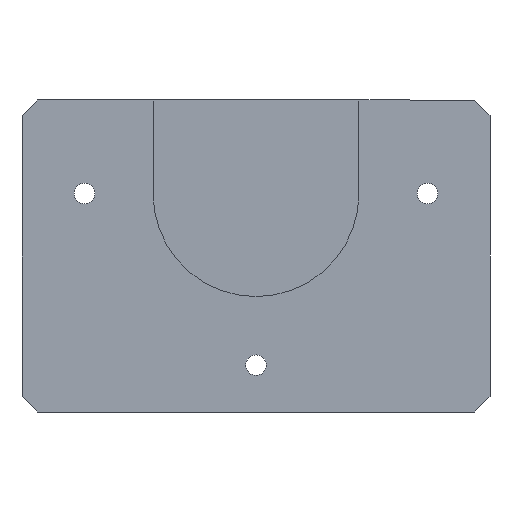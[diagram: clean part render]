
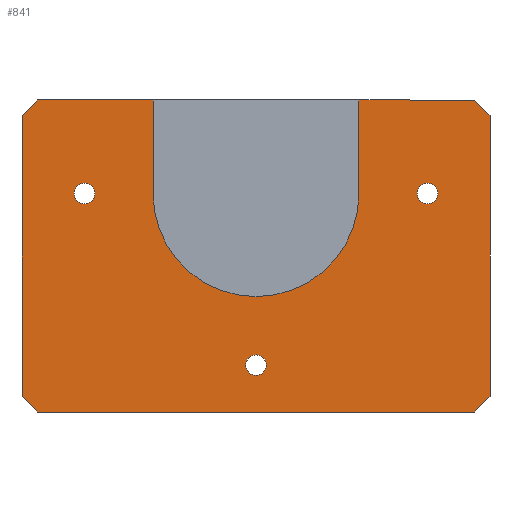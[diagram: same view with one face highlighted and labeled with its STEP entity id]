
A CAD part, front view. The second image highlights one B-rep face of the part: STEP entity #841.
In plain terms, the highlighted planar face has unit normal (0, -1, 0).
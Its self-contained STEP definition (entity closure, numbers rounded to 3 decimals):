
#21 = DIRECTION ( 'NONE',  ( 0., 1., 0. ) ) ;
#26 = VECTOR ( 'NONE', #349, 1000. ) ;
#36 = DIRECTION ( 'NONE',  ( 0., 0., 1. ) ) ;
#37 = ORIENTED_EDGE ( 'NONE', *, *, #1254, .F. ) ;
#40 = FACE_OUTER_BOUND ( 'NONE', #802, .T. ) ;
#56 = AXIS2_PLACEMENT_3D ( 'NONE', #1225, #1513, #1294 ) ;
#70 = ORIENTED_EDGE ( 'NONE', *, *, #1367, .T. ) ;
#76 = VECTOR ( 'NONE', #1335, 1000. ) ;
#88 = LINE ( 'NONE', #1725, #603 ) ;
#135 = EDGE_CURVE ( 'Defeatured_0_12+Defeatured_0_14+Defeatured_0_20+Defeatured_0_19', #678, #757, #1659, .T. ) ;
#153 = CARTESIAN_POINT ( 'NONE',  ( 75., 0., -50. ) ) ;
#182 = CARTESIAN_POINT ( 'NONE',  ( 55., 0., 20. ) ) ;
#186 = CARTESIAN_POINT ( 'NONE',  ( -33., 0., 50. ) ) ;
#192 = CIRCLE ( 'NONE', #1039, 33. ) ;
#194 = CIRCLE ( 'NONE', #1664, 3.3 ) ;
#196 = DIRECTION ( 'NONE',  ( 0., 1., 0. ) ) ;
#208 = DIRECTION ( 'NONE',  ( 0., 0., 1. ) ) ;
#213 = VERTEX_POINT ( 'NONE', #1050 ) ;
#221 = VECTOR ( 'NONE', #591, 1000. ) ;
#241 = EDGE_CURVE ( 'Defeatured_0_10+Defeatured_0_14+Defeatured_0_18+Defeatured_0_26', #1166, #580, #682, .T. ) ;
#265 = EDGE_CURVE ( 'Defeatured_0_14+Defeatured_0_27+Defeatured_0_8+Defeatured_0_24', #1619, #587, #1497, .T. ) ;
#284 = CARTESIAN_POINT ( 'NONE',  ( 75., 0., -45. ) ) ;
#299 = LINE ( 'NONE', #840, #221 ) ;
#320 = LINE ( 'NONE', #719, #1208 ) ;
#329 = EDGE_CURVE ( 'NONE', #503, #503, #714, .T. ) ;
#349 = DIRECTION ( 'NONE',  ( 0., 0., -1. ) ) ;
#359 = CARTESIAN_POINT ( 'NONE',  ( 75., 0., 50. ) ) ;
#377 = EDGE_CURVE ( 'Defeatured_0_14+Defeatured_0_19+Defeatured_0_9+Defeatured_0_12', #1035, #757, #320, .T. ) ;
#382 = CARTESIAN_POINT ( 'NONE',  ( -70., 0., 50. ) ) ;
#426 = DIRECTION ( 'NONE',  ( 1., 0., 0. ) ) ;
#433 = CARTESIAN_POINT ( 'NONE',  ( 33., 0., 20. ) ) ;
#459 = ORIENTED_EDGE ( 'NONE', *, *, #1750, .T. ) ;
#477 = DIRECTION ( 'NONE',  ( 0., 0., 1. ) ) ;
#495 = DIRECTION ( 'NONE',  ( 0.707, 0., 0.707 ) ) ;
#496 = LINE ( 'NONE', #359, #26 ) ;
#503 = VERTEX_POINT ( 'NONE', #1592 ) ;
#514 = VERTEX_POINT ( 'NONE', #1766 ) ;
#524 = LINE ( 'NONE', #907, #1061 ) ;
#525 = ORIENTED_EDGE ( 'NONE', *, *, #1773, .T. ) ;
#561 = EDGE_CURVE ( 'Defeatured_0_14+Defeatured_0_21+Defeatured_0_11+Defeatured_0_8', #213, #982, #299, .T. ) ;
#580 = VERTEX_POINT ( 'NONE', #186 ) ;
#587 = VERTEX_POINT ( 'NONE', #433 ) ;
#591 = DIRECTION ( 'NONE',  ( -0.707, 0., 0.707 ) ) ;
#603 = VECTOR ( 'NONE', #208, 1000. ) ;
#607 = PLANE ( 'NONE',  #56 ) ;
#645 = DIRECTION ( 'NONE',  ( 0., 0., 1. ) ) ;
#677 = DIRECTION ( 'NONE',  ( 0., 0., -1. ) ) ;
#678 = VERTEX_POINT ( 'NONE', #1352 ) ;
#682 = LINE ( 'NONE', #928, #1507 ) ;
#714 = CIRCLE ( 'NONE', #1471, 3.3 ) ;
#719 = CARTESIAN_POINT ( 'NONE',  ( -75., 0., -45. ) ) ;
#722 = CARTESIAN_POINT ( 'NONE',  ( -33., 0., 20. ) ) ;
#734 = FACE_BOUND ( 'NONE', #1768, .T. ) ;
#744 = LINE ( 'NONE', #382, #1178 ) ;
#757 = VERTEX_POINT ( 'NONE', #1098 ) ;
#775 = CARTESIAN_POINT ( 'NONE',  ( 0., 0., -35. ) ) ;
#802 = EDGE_LOOP ( 'NONE', ( #70, #459, #921, #525, #1622, #1495, #1263, #1191, #37, #1424, #1059, #804 ) ) ;
#804 = ORIENTED_EDGE ( 'NONE', *, *, #265, .T. ) ;
#805 = CARTESIAN_POINT ( 'NONE',  ( 75., 0., 50. ) ) ;
#821 = CARTESIAN_POINT ( 'NONE',  ( -55., 0., 23.3 ) ) ;
#840 = CARTESIAN_POINT ( 'NONE',  ( 75., 0., 45. ) ) ;
#841 = ADVANCED_FACE ( 'Defeatured_0_14', ( #1152, #734, #860, #40 ), #607, .F. ) ;
#845 = VECTOR ( 'NONE', #677, 1000. ) ;
#860 = FACE_BOUND ( 'NONE', #1583, .T. ) ;
#873 = EDGE_CURVE ( 'Defeatured_0_8+Defeatured_0_14+Defeatured_0_26+Defeatured_0_21', #1619, #982, #1181, .T. ) ;
#875 = VECTOR ( 'NONE', #426, 1000. ) ;
#902 = CARTESIAN_POINT ( 'NONE',  ( -75., 0., -45. ) ) ;
#906 = EDGE_CURVE ( 'NONE', #514, #514, #927, .T. ) ;
#907 = CARTESIAN_POINT ( 'NONE',  ( 70., 0., -50. ) ) ;
#921 = ORIENTED_EDGE ( 'NONE', *, *, #241, .F. ) ;
#927 = CIRCLE ( 'NONE', #1217, 3.3 ) ;
#928 = CARTESIAN_POINT ( 'NONE',  ( 75., 0., 50. ) ) ;
#931 = VERTEX_POINT ( 'NONE', #821 ) ;
#936 = DIRECTION ( 'NONE',  ( 0., 1., 0. ) ) ;
#982 = VERTEX_POINT ( 'NONE', #1287 ) ;
#1023 = ORIENTED_EDGE ( 'NONE', *, *, #906, .T. ) ;
#1035 = VERTEX_POINT ( 'NONE', #902 ) ;
#1039 = AXIS2_PLACEMENT_3D ( 'NONE', #1357, #21, #1118 ) ;
#1050 = CARTESIAN_POINT ( 'NONE',  ( 75., 0., 45. ) ) ;
#1059 = ORIENTED_EDGE ( 'NONE', *, *, #873, .F. ) ;
#1061 = VECTOR ( 'NONE', #495, 1000. ) ;
#1098 = CARTESIAN_POINT ( 'NONE',  ( -70., 0., -50. ) ) ;
#1118 = DIRECTION ( 'NONE',  ( -1., 0., 0. ) ) ;
#1152 = FACE_BOUND ( 'NONE', #1231, .T. ) ;
#1166 = VERTEX_POINT ( 'NONE', #1636 ) ;
#1170 = ORIENTED_EDGE ( 'NONE', *, *, #1587, .T. ) ;
#1174 = DIRECTION ( 'NONE',  ( -0.707, 0., -0.707 ) ) ;
#1178 = VECTOR ( 'NONE', #1174, 1000. ) ;
#1181 = LINE ( 'NONE', #805, #875 ) ;
#1191 = ORIENTED_EDGE ( 'NONE', *, *, #1748, .T. ) ;
#1208 = VECTOR ( 'NONE', #1230, 1000. ) ;
#1217 = AXIS2_PLACEMENT_3D ( 'NONE', #775, #936, #477 ) ;
#1225 = CARTESIAN_POINT ( 'NONE',  ( 0., 0., 0. ) ) ;
#1230 = DIRECTION ( 'NONE',  ( 0.707, 0., -0.707 ) ) ;
#1231 = EDGE_LOOP ( 'NONE', ( #1708 ) ) ;
#1254 = EDGE_CURVE ( 'Defeatured_0_11+Defeatured_0_14+Defeatured_0_21+Defeatured_0_20', #213, #1686, #496, .T. ) ;
#1263 = ORIENTED_EDGE ( 'NONE', *, *, #135, .F. ) ;
#1287 = CARTESIAN_POINT ( 'NONE',  ( 70., 0., 50. ) ) ;
#1294 = DIRECTION ( 'NONE',  ( 0., 0., 1. ) ) ;
#1317 = VECTOR ( 'NONE', #645, 1000. ) ;
#1335 = DIRECTION ( 'NONE',  ( -1., 0., 0. ) ) ;
#1352 = CARTESIAN_POINT ( 'NONE',  ( 70., 0., -50. ) ) ;
#1357 = CARTESIAN_POINT ( 'NONE',  ( 0., 0., 20. ) ) ;
#1364 = DIRECTION ( 'NONE',  ( 0., 0., 1. ) ) ;
#1367 = EDGE_CURVE ( 'Defeatured_0_14+Defeatured_0_24+Defeatured_0_27+Defeatured_0_25', #587, #1543, #192, .T. ) ;
#1404 = DIRECTION ( 'NONE',  ( 0., 1., 0. ) ) ;
#1408 = CARTESIAN_POINT ( 'NONE',  ( -55., 0., 20. ) ) ;
#1421 = CARTESIAN_POINT ( 'NONE',  ( 33., 0., 50. ) ) ;
#1424 = ORIENTED_EDGE ( 'NONE', *, *, #561, .T. ) ;
#1432 = CARTESIAN_POINT ( 'NONE',  ( -33., 0., 50. ) ) ;
#1443 = EDGE_CURVE ( 'Defeatured_0_9+Defeatured_0_14+Defeatured_0_19+Defeatured_0_18', #1035, #1462, #88, .T. ) ;
#1462 = VERTEX_POINT ( 'NONE', #1598 ) ;
#1471 = AXIS2_PLACEMENT_3D ( 'NONE', #182, #1404, #1364 ) ;
#1495 = ORIENTED_EDGE ( 'NONE', *, *, #377, .T. ) ;
#1497 = LINE ( 'NONE', #1615, #845 ) ;
#1507 = VECTOR ( 'NONE', #1625, 1000. ) ;
#1513 = DIRECTION ( 'NONE',  ( 0., 1., 0. ) ) ;
#1543 = VERTEX_POINT ( 'NONE', #722 ) ;
#1583 = EDGE_LOOP ( 'NONE', ( #1170 ) ) ;
#1587 = EDGE_CURVE ( 'NONE', #931, #931, #194, .T. ) ;
#1592 = CARTESIAN_POINT ( 'NONE',  ( 55., 0., 23.3 ) ) ;
#1598 = CARTESIAN_POINT ( 'NONE',  ( -75., 0., 45. ) ) ;
#1615 = CARTESIAN_POINT ( 'NONE',  ( 33., 0., 20. ) ) ;
#1619 = VERTEX_POINT ( 'NONE', #1421 ) ;
#1622 = ORIENTED_EDGE ( 'NONE', *, *, #1443, .F. ) ;
#1625 = DIRECTION ( 'NONE',  ( 1., 0., 0. ) ) ;
#1636 = CARTESIAN_POINT ( 'NONE',  ( -70., 0., 50. ) ) ;
#1659 = LINE ( 'NONE', #153, #76 ) ;
#1664 = AXIS2_PLACEMENT_3D ( 'NONE', #1408, #196, #36 ) ;
#1686 = VERTEX_POINT ( 'NONE', #284 ) ;
#1708 = ORIENTED_EDGE ( 'NONE', *, *, #329, .T. ) ;
#1725 = CARTESIAN_POINT ( 'NONE',  ( -75., 0., 50. ) ) ;
#1747 = LINE ( 'NONE', #1432, #1317 ) ;
#1748 = EDGE_CURVE ( 'Defeatured_0_14+Defeatured_0_20+Defeatured_0_12+Defeatured_0_11', #678, #1686, #524, .T. ) ;
#1750 = EDGE_CURVE ( 'Defeatured_0_14+Defeatured_0_25+Defeatured_0_24+Defeatured_0_10', #1543, #580, #1747, .T. ) ;
#1766 = CARTESIAN_POINT ( 'NONE',  ( 0., 0., -31.7 ) ) ;
#1768 = EDGE_LOOP ( 'NONE', ( #1023 ) ) ;
#1773 = EDGE_CURVE ( 'Defeatured_0_14+Defeatured_0_18+Defeatured_0_10+Defeatured_0_9', #1166, #1462, #744, .T. ) ;
